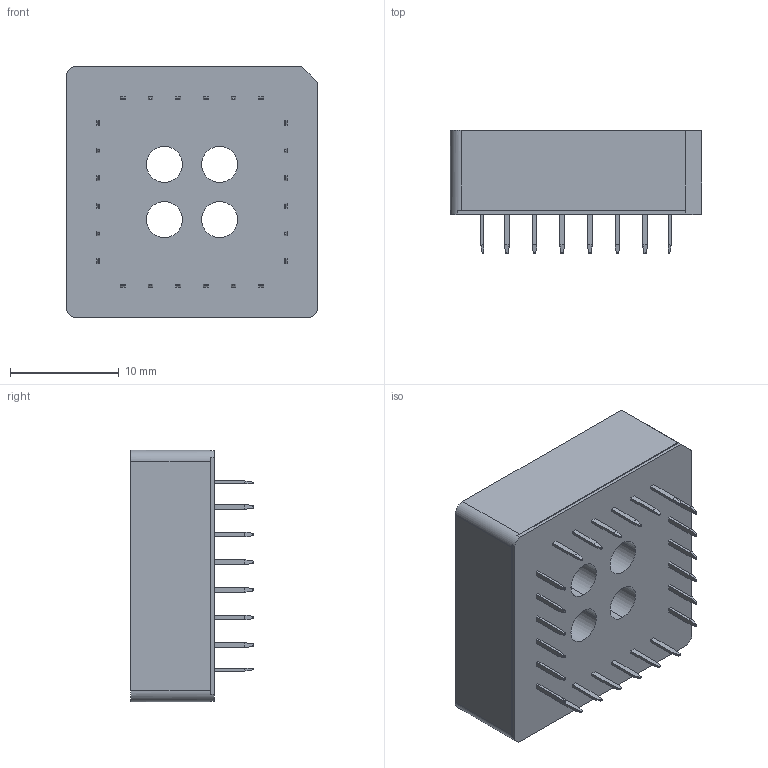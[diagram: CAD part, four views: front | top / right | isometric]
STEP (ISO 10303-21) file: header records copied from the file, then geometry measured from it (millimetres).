
FILE_DESCRIPTION(('STEP AP242'),'1');
FILE_NAME('plcc_socket_540-88-044-24-008.stp','2021-04-02T12:56:43',('TraceParts'),('TraceParts S.A.'),'Spatial InterOp 3D',' ',' ');
FILE_SCHEMA(('AP242_MANAGED_MODEL_BASED_3D_ENGINEERING_MIM_LF {1 0 10303 442 1 1 4}'));
Length unit declared in the file: millimetre
Products named in the file (1): plcc_socket_540-88-044-24-008
Bounding box: 23.1 x 11.3 x 23.1 mm (x, y, z)
Volume: 2373.7 mm3; surface area: 3428.6 mm2
Topology: 1 solids, 1 shells, 1465 faces, 4167 edges, 2778 vertices
Faces by surface type: plane 848, cylinder 617
Entity records: 60289 total; most frequent: CARTESIAN_POINT 9251, ORIENTED_EDGE 8334, DIRECTION 8243, EDGE_CURVE 4167, LINE 2927, VECTOR 2927, VERTEX_POINT 2778, AXIS2_PLACEMENT_3D 2658
